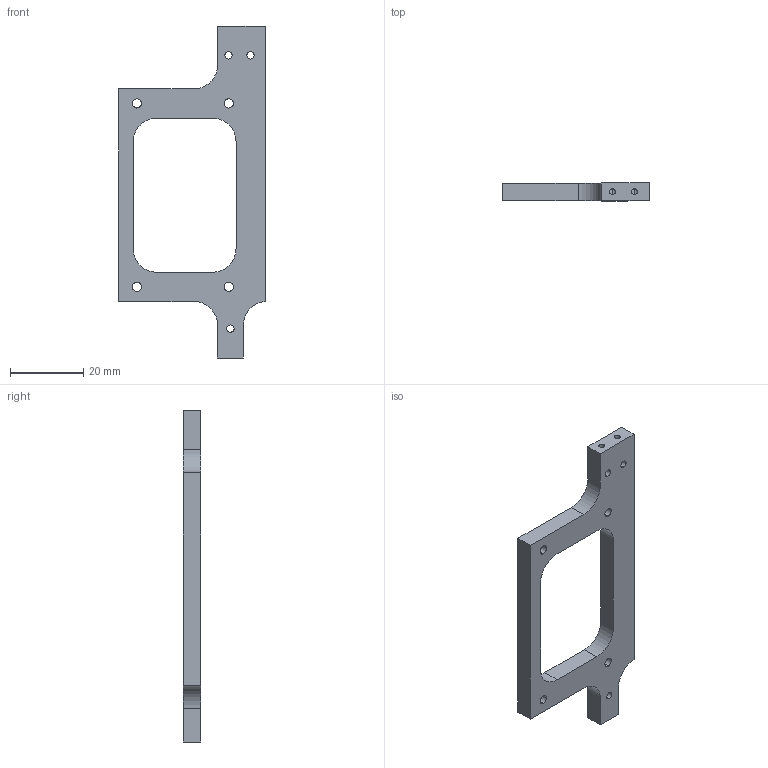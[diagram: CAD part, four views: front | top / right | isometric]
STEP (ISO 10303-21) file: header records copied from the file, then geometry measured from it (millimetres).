
FILE_DESCRIPTION (( 'STEP AP203' ), '1' );
FILE_NAME ('20-P104-A0_Default_sldprt.STEP', '2023-06-05T00:25:58', ( '' ), ( '' ), 'SwSTEP 2.0', 'SolidWorks 2022', '' );
FILE_SCHEMA (( 'CONFIG_CONTROL_DESIGN' ));
Length unit declared in the file: millimetre
Products named in the file (1): 20-P104-A0_Default_sldprt
Bounding box: 40 x 4.76 x 90.48 mm (x, y, z)
Volume: 7136.2 mm3; surface area: 5168.6 mm2
Topology: 1 solids, 1 shells, 42 faces, 129 edges, 86 vertices
Faces by surface type: cylinder 27, plane 15
Entity records: 1666 total; most frequent: CARTESIAN_POINT 366, ORIENTED_EDGE 258, DIRECTION 251, EDGE_CURVE 129, AXIS2_PLACEMENT_3D 91, VERTEX_POINT 86, LINE 69, VECTOR 69
